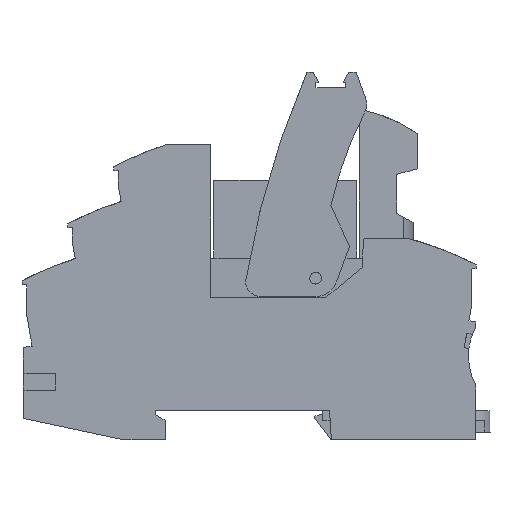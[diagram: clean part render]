
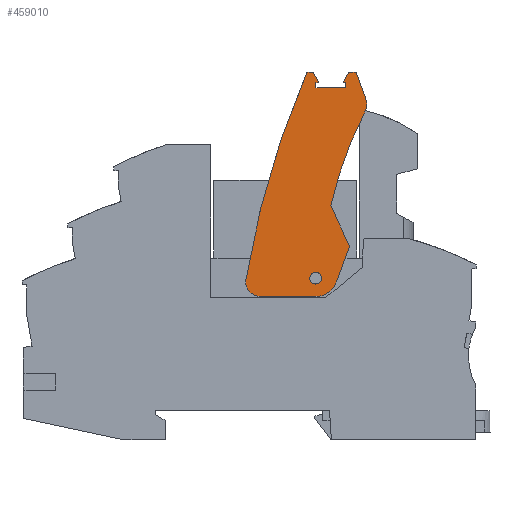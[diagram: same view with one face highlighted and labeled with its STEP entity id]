
A CAD part, left-side view. The second image highlights one B-rep face of the part: STEP entity #459010.
In plain terms, the highlighted face is planar.
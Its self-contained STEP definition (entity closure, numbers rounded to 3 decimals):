
#449090=CARTESIAN_POINT('',(-1.34,24.297,
44.609));
#449100=VERTEX_POINT('',#449090);
#449130=CARTESIAN_POINT('',(-2.54,24.297,
44.609));
#449140=DIRECTION('',(0.,0.,1.));
#449150=DIRECTION('',(1.,0.,
0.));
#449160=AXIS2_PLACEMENT_3D('',#449130,#449140,#449150);
#449170=CIRCLE('',#449160,1.2);
#449180=CARTESIAN_POINT('',(-3.311,23.378,
44.609));
#449190=VERTEX_POINT('',#449180);
#449200=EDGE_CURVE('',#449190,#449100,#449170,.T.);
#449220=CARTESIAN_POINT('',(-3.74,24.297,
44.609));
#449230=VERTEX_POINT('',#449220);
#449240=EDGE_CURVE('',#449230,#449190,#449170,.T.);
#452260=CARTESIAN_POINT('',(4.408,30.84,
44.609));
#452270=VERTEX_POINT('',#452260);
#452320=CARTESIAN_POINT('',(5.948,27.536,
44.609));
#452330=DIRECTION('',(0.423,-0.906,
0.));
#452340=VECTOR('',#452330,1.);
#452350=LINE('',#452320,#452340);
#452360=CARTESIAN_POINT('',(0.572,39.069,
44.609));
#452370=VERTEX_POINT('',#452360);
#452380=EDGE_CURVE('',#452370,#452270,#452350,.T.);
#454220=CARTESIAN_POINT('',(3.205,27.536,
44.609));
#454230=DIRECTION('',(-0.342,-0.94,
0.));
#454240=VECTOR('',#454230,1.);
#454250=LINE('',#454220,#454240);
#454260=CARTESIAN_POINT('',(1.738,23.508,
44.609));
#454270=VERTEX_POINT('',#454260);
#454280=EDGE_CURVE('',#452270,#454270,#454250,.T.);
#454640=CARTESIAN_POINT('',(4.213,66.347,
44.609));
#454650=VERTEX_POINT('',#454640);
#454700=CARTESIAN_POINT('',(-16.434,27.538,
44.609));
#454710=DIRECTION('',(0.47,0.883,
0.));
#454720=VECTOR('',#454710,1.);
#454730=LINE('',#454700,#454720);
#454740=CARTESIAN_POINT('',(3.093,64.242,
44.609));
#454750=VERTEX_POINT('',#454740);
#454760=EDGE_CURVE('',#454750,#454650,#454730,.T.);
#455220=CARTESIAN_POINT('',(7.431,57.974,
44.609));
#455230=VERTEX_POINT('',#455220);
#455260=CARTESIAN_POINT('',(3.882,59.819,
44.609));
#455270=DIRECTION('',(0.,0.,1.));
#455280=DIRECTION('',(1.,0.,
0.));
#455290=AXIS2_PLACEMENT_3D('',#455260,#455270,#455280);
#455300=CIRCLE('',#455290,4.);
#455310=CARTESIAN_POINT('',(7.641,61.187,
44.609));
#455320=VERTEX_POINT('',#455310);
#455330=EDGE_CURVE('',#455230,#455320,#455300,.T.);
#457350=CARTESIAN_POINT('',(3.664,64.242,
44.609));
#457360=VERTEX_POINT('',#457350);
#457410=CARTESIAN_POINT('',(-0.23,64.242,
44.609));
#457420=DIRECTION('',(1.,0.,
0.));
#457430=VECTOR('',#457420,1.);
#457440=LINE('',#457410,#457430);
#457450=EDGE_CURVE('',#454750,#457360,#457440,.T.);
#457810=CARTESIAN_POINT('',(0.001,63.447,
44.609));
#457820=DIRECTION('',(0.,0.,1.));
#457830=DIRECTION('',(0.,1.,
0.));
#457840=AXIS2_PLACEMENT_3D('',#457810,#457820,#457830);
#457850=PLANE('',#457840);
#457860=ORIENTED_EDGE('',*,*,#449200,.F.);
#457870=EDGE_CURVE('',#449100,#449230,#449170,.T.);
#457880=ORIENTED_EDGE('',*,*,#457870,.F.);
#457890=ORIENTED_EDGE('',*,*,#449240,.F.);
#457900=EDGE_LOOP('',(#457890,#457880,#457860));
#457910=FACE_BOUND('',#457900,.T.);
#457920=CARTESIAN_POINT('',(-2.49,25.047,
44.609));
#457930=DIRECTION('',(0.,0.,-1.));
#457940=DIRECTION('',(-1.,0.,
0.));
#457950=AXIS2_PLACEMENT_3D('',#457920,#457930,#457940);
#457960=CIRCLE('',#457950,4.5);
#457970=CARTESIAN_POINT('',(-2.491,20.547,
44.609));
#457980=VERTEX_POINT('',#457970);
#457990=EDGE_CURVE('',#454270,#457980,#457960,.T.);
#458000=ORIENTED_EDGE('',*,*,#457990,.F.);
#458010=CARTESIAN_POINT('',(-0.234,20.547,
44.609));
#458020=DIRECTION('',(1.,0.,
0.));
#458030=VECTOR('',#458020,1.);
#458040=LINE('',#458010,#458030);
#458050=CARTESIAN_POINT('',(-13.818,20.548,
44.609));
#458060=VERTEX_POINT('',#458050);
#458070=EDGE_CURVE('',#458060,#457980,#458040,.T.);
#458080=ORIENTED_EDGE('',*,*,#458070,.T.);
#458090=CARTESIAN_POINT('',(-13.818,23.548,
44.609));
#458100=DIRECTION('',(0.,0.,1.));
#458110=DIRECTION('',(1.,0.,
0.));
#458120=AXIS2_PLACEMENT_3D('',#458090,#458100,#458110);
#458130=CIRCLE('',#458120,3.);
#458140=CARTESIAN_POINT('',(-16.777,24.041,
44.609));
#458150=VERTEX_POINT('',#458140);
#458160=EDGE_CURVE('',#458150,#458060,#458130,.T.);
#458170=ORIENTED_EDGE('',*,*,#458160,.T.);
#458180=CARTESIAN_POINT('',(162.75,-5.863,
44.609));
#458190=DIRECTION('',(0.,0.,1.));
#458200=DIRECTION('',(1.,0.,
0.));
#458210=AXIS2_PLACEMENT_3D('',#458180,#458190,#458200);
#458220=CIRCLE('',#458210,182.);
#458230=CARTESIAN_POINT('',(-4.312,66.347,
44.609));
#458240=VERTEX_POINT('',#458230);
#458250=EDGE_CURVE('',#458240,#458150,#458220,.T.);
#458260=ORIENTED_EDGE('',*,*,#458250,.T.);
#458270=CARTESIAN_POINT('',(-0.23,66.347,
44.609));
#458280=DIRECTION('',(-1.,0.,
0.));
#458290=VECTOR('',#458280,1.);
#458300=LINE('',#458270,#458290);
#458310=CARTESIAN_POINT('',(-3.01,66.347,
44.609));
#458320=VERTEX_POINT('',#458310);
#458330=EDGE_CURVE('',#458320,#458240,#458300,.T.);
#458340=ORIENTED_EDGE('',*,*,#458330,.T.);
#458350=CARTESIAN_POINT('',(17.63,27.535,
44.609));
#458360=DIRECTION('',(0.47,-0.883,
0.));
#458370=VECTOR('',#458360,1.);
#458380=LINE('',#458350,#458370);
#458390=CARTESIAN_POINT('',(-1.891,64.242,
44.609));
#458400=VERTEX_POINT('',#458390);
#458410=EDGE_CURVE('',#458320,#458400,#458380,.T.);
#458420=ORIENTED_EDGE('',*,*,#458410,.F.);
#458430=CARTESIAN_POINT('',(-0.23,64.242,
44.609));
#458440=DIRECTION('',(1.,0.,
0.));
#458450=VECTOR('',#458440,1.);
#458460=LINE('',#458430,#458450);
#458470=CARTESIAN_POINT('',(-2.461,64.242,
44.609));
#458480=VERTEX_POINT('',#458470);
#458490=EDGE_CURVE('',#458480,#458400,#458460,.T.);
#458500=ORIENTED_EDGE('',*,*,#458490,.T.);
#458510=CARTESIAN_POINT('',(-2.465,27.536,
44.609));
#458520=DIRECTION('',(0.,-1.,
0.));
#458530=VECTOR('',#458520,1.);
#458540=LINE('',#458510,#458530);
#458550=CARTESIAN_POINT('',(-2.461,63.172,
44.609));
#458560=VERTEX_POINT('',#458550);
#458570=EDGE_CURVE('',#458480,#458560,#458540,.T.);
#458580=ORIENTED_EDGE('',*,*,#458570,.F.);
#458590=CARTESIAN_POINT('',(-0.23,63.172,
44.609));
#458600=DIRECTION('',(-1.,0.,
0.));
#458610=VECTOR('',#458600,1.);
#458620=LINE('',#458590,#458610);
#458630=CARTESIAN_POINT('',(3.664,63.172,
44.609));
#458640=VERTEX_POINT('',#458630);
#458650=EDGE_CURVE('',#458640,#458560,#458620,.T.);
#458660=ORIENTED_EDGE('',*,*,#458650,.T.);
#458670=CARTESIAN_POINT('',(3.66,27.536,
44.609));
#458680=DIRECTION('',(0.,1.,
0.));
#458690=VECTOR('',#458680,1.);
#458700=LINE('',#458670,#458690);
#458710=EDGE_CURVE('',#458640,#457360,#458700,.T.);
#458720=ORIENTED_EDGE('',*,*,#458710,.F.);
#458730=ORIENTED_EDGE('',*,*,#457450,.T.);
#458740=ORIENTED_EDGE('',*,*,#454760,.F.);
#458750=CARTESIAN_POINT('',(-0.23,66.347,
44.609));
#458760=DIRECTION('',(-1.,0.,
0.));
#458770=VECTOR('',#458760,1.);
#458780=LINE('',#458750,#458770);
#458790=CARTESIAN_POINT('',(5.764,66.347,
44.609));
#458800=VERTEX_POINT('',#458790);
#458810=EDGE_CURVE('',#458800,#454650,#458780,.T.);
#458820=ORIENTED_EDGE('',*,*,#458810,.T.);
#458830=CARTESIAN_POINT('',(19.886,27.535,
44.609));
#458840=DIRECTION('',(0.342,-0.94,
0.));
#458850=VECTOR('',#458840,1.);
#458860=LINE('',#458830,#458850);
#458870=EDGE_CURVE('',#458800,#455320,#458860,.T.);
#458880=ORIENTED_EDGE('',*,*,#458870,.F.);
#458890=ORIENTED_EDGE('',*,*,#455330,.T.);
#458900=CARTESIAN_POINT('',(75.479,22.585,
44.609));
#458910=DIRECTION('',(0.,0.,1.));
#458920=DIRECTION('',(1.,0.,
0.));
#458930=AXIS2_PLACEMENT_3D('',#458900,#458910,#458920);
#458940=CIRCLE('',#458930,76.7);
#458950=EDGE_CURVE('',#455230,#452370,#458940,.T.);
#458960=ORIENTED_EDGE('',*,*,#458950,.F.);
#458970=ORIENTED_EDGE('',*,*,#452380,.F.);
#458980=ORIENTED_EDGE('',*,*,#454280,.F.);
#458990=EDGE_LOOP('',(#458980,#458970,#458960,#458890,#458880,#458820,
#458740,#458730,#458720,#458660,#458580,#458500,#458420,#458340,#458260,
#458170,#458080,#458000));
#459000=FACE_OUTER_BOUND('',#458990,.T.);
#459010=ADVANCED_FACE('',(#457910,#459000),#457850,.T.);
